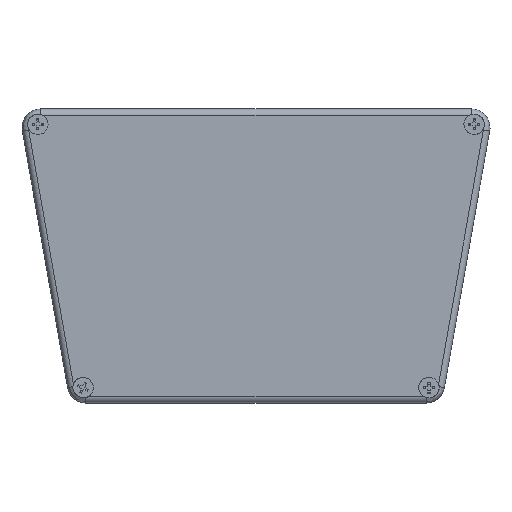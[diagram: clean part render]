
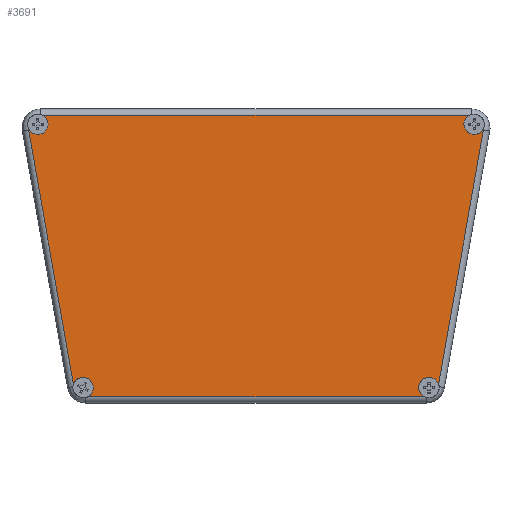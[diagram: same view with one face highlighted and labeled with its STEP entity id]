
A CAD part, top view. The second image highlights one B-rep face of the part: STEP entity #3691.
In plain terms, the highlighted face is planar.
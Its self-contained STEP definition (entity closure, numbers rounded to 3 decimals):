
#184=PLANE('',#4135);
#421=FACE_OUTER_BOUND('',#677,.T.);
#677=EDGE_LOOP('',(#3090,#3091,#3092,#3093,#3094,#3095,#3096,#3097,#3098,
#3099));
#773=ELLIPSE('',#4136,4.003,4.);
#774=ELLIPSE('',#4137,4.003,4.);
#949=LINE('',#6455,#1213);
#950=LINE('',#6456,#1214);
#951=LINE('',#6458,#1215);
#952=LINE('',#6460,#1216);
#1213=VECTOR('',#5158,83.451);
#1214=VECTOR('',#5159,108.618);
#1215=VECTOR('',#5160,83.451);
#1216=VECTOR('',#5163,137.828);
#1487=CIRCLE('',#4116,3.3);
#1490=CIRCLE('',#4121,3.3);
#1493=CIRCLE('',#4126,3.3);
#1496=CIRCLE('',#4131,3.3);
#1757=VERTEX_POINT('',#6332);
#1758=VERTEX_POINT('',#6337);
#1762=VERTEX_POINT('',#6360);
#1763=VERTEX_POINT('',#6375);
#1767=VERTEX_POINT('',#6388);
#1769=VERTEX_POINT('',#6406);
#1773=VERTEX_POINT('',#6421);
#1775=VERTEX_POINT('',#6441);
#1778=VERTEX_POINT('',#6453);
#1779=VERTEX_POINT('',#6457);
#2225=EDGE_CURVE('',#1757,#1758,#1487,.T.);
#2230=EDGE_CURVE('',#1762,#1763,#1490,.T.);
#2236=EDGE_CURVE('',#1767,#1769,#1493,.T.);
#2242=EDGE_CURVE('',#1773,#1775,#1496,.T.);
#2245=EDGE_CURVE('',#1778,#1758,#773,.T.);
#2246=EDGE_CURVE('',#1773,#1778,#949,.T.);
#2247=EDGE_CURVE('',#1767,#1775,#950,.T.);
#2248=EDGE_CURVE('',#1779,#1769,#951,.T.);
#2249=EDGE_CURVE('',#1762,#1779,#774,.T.);
#2250=EDGE_CURVE('',#1757,#1763,#952,.T.);
#3090=ORIENTED_EDGE('',*,*,#2225,.T.);
#3091=ORIENTED_EDGE('',*,*,#2245,.F.);
#3092=ORIENTED_EDGE('',*,*,#2246,.F.);
#3093=ORIENTED_EDGE('',*,*,#2242,.T.);
#3094=ORIENTED_EDGE('',*,*,#2247,.F.);
#3095=ORIENTED_EDGE('',*,*,#2236,.T.);
#3096=ORIENTED_EDGE('',*,*,#2248,.F.);
#3097=ORIENTED_EDGE('',*,*,#2249,.F.);
#3098=ORIENTED_EDGE('',*,*,#2230,.T.);
#3099=ORIENTED_EDGE('',*,*,#2250,.F.);
#3691=ADVANCED_FACE('',(#421),#184,.F.);
#4116=AXIS2_PLACEMENT_3D('',#6352,#5116,#5117);
#4121=AXIS2_PLACEMENT_3D('',#6380,#5126,#5127);
#4126=AXIS2_PLACEMENT_3D('',#6413,#5136,#5137);
#4131=AXIS2_PLACEMENT_3D('',#6446,#5146,#5147);
#4135=AXIS2_PLACEMENT_3D('',#6452,#5154,#5155);
#4136=AXIS2_PLACEMENT_3D('',#6454,#5156,#5157);
#4137=AXIS2_PLACEMENT_3D('',#6459,#5161,#5162);
#5116=DIRECTION('center_axis',(0.,0.,1.));
#5117=DIRECTION('ref_axis',(-1.,0.,0.));
#5126=DIRECTION('center_axis',(0.,0.,1.));
#5127=DIRECTION('ref_axis',(-1.,0.,0.));
#5136=DIRECTION('center_axis',(0.,0.,1.));
#5137=DIRECTION('ref_axis',(-1.,0.,0.));
#5146=DIRECTION('center_axis',(0.,0.,1.));
#5147=DIRECTION('ref_axis',(-1.,0.,0.));
#5154=DIRECTION('center_axis',(0.,0.,1.));
#5155=DIRECTION('ref_axis',(1.,0.,0.));
#5156=DIRECTION('center_axis',(0.,0.,1.));
#5157=DIRECTION('ref_axis',(0.766,0.643,0.));
#5158=DIRECTION('',(0.174,0.985,0.));
#5159=DIRECTION('',(1.,0.,0.));
#5160=DIRECTION('',(0.174,-0.985,0.));
#5161=DIRECTION('center_axis',(0.,0.,1.));
#5162=DIRECTION('ref_axis',(-0.766,0.643,0.));
#5163=DIRECTION('',(-1.,0.,0.));
#6332=CARTESIAN_POINT('',(68.914,45.447,-4.));
#6337=CARTESIAN_POINT('',(73.534,41.283,-4.));
#6352=CARTESIAN_POINT('Origin',(70.485,42.545,-4.));
#6360=CARTESIAN_POINT('',(-73.534,41.283,-4.));
#6375=CARTESIAN_POINT('',(-68.914,45.447,-4.));
#6380=CARTESIAN_POINT('Origin',(-70.485,42.545,-4.));
#6388=CARTESIAN_POINT('',(-54.309,-45.447,-4.));
#6406=CARTESIAN_POINT('',(-58.986,-41.429,-4.));
#6413=CARTESIAN_POINT('Origin',(-55.88,-42.545,-4.));
#6421=CARTESIAN_POINT('',(58.986,-41.429,-4.));
#6441=CARTESIAN_POINT('',(54.309,-45.447,-4.));
#6446=CARTESIAN_POINT('Origin',(55.88,-42.545,-4.));
#6452=CARTESIAN_POINT('Origin',(0.,3.412,
-4.));
#6453=CARTESIAN_POINT('',(73.477,40.754,-4.));
#6454=CARTESIAN_POINT('Origin',(69.536,41.446,-4.));
#6455=CARTESIAN_POINT('',(61.427,-27.586,-4.));
#6456=CARTESIAN_POINT('',(-30.,-45.447,-4.));
#6457=CARTESIAN_POINT('',(-73.477,40.754,-4.));
#6458=CARTESIAN_POINT('',(-69.802,19.914,-4.));
#6459=CARTESIAN_POINT('Origin',(-69.536,41.446,-4.));
#6460=CARTESIAN_POINT('',(38.376,45.447,-4.));
